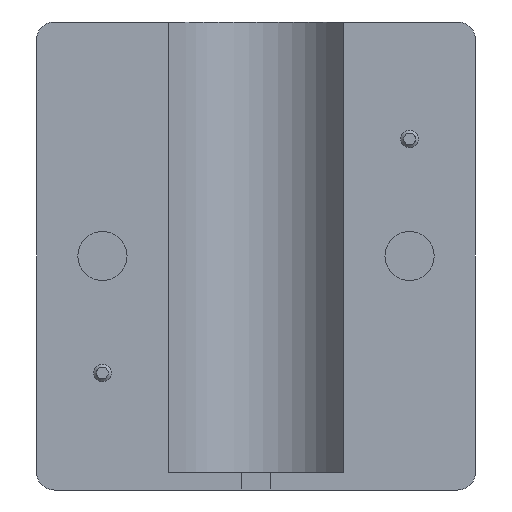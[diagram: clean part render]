
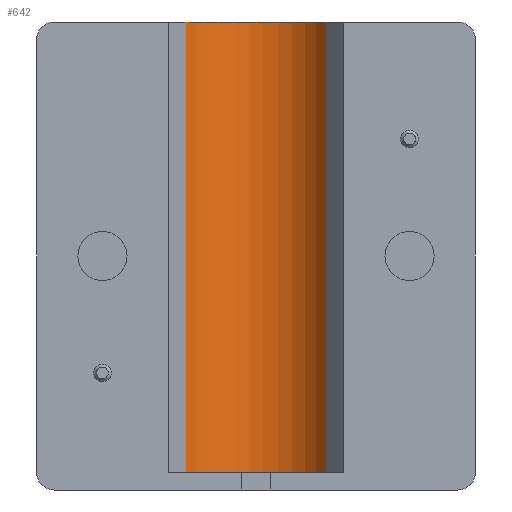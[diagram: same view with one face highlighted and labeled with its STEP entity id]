
A CAD part, front view. The second image highlights one B-rep face of the part: STEP entity #642.
In plain terms, the highlighted cylindrical face has radius 15 mm (diameter 30 mm), a partial arc.
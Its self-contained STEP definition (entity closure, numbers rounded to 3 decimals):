
#73=FACE_OUTER_BOUND('',#111,.T.);
#111=EDGE_LOOP('',(#560,#561,#562,#563));
#171=LINE('',#1102,#231);
#174=LINE('',#1108,#234);
#231=VECTOR('',#911,10.);
#234=VECTOR('',#916,10.);
#266=CIRCLE('',#728,15.);
#267=CIRCLE('',#731,15.);
#322=VERTEX_POINT('',#1093);
#323=VERTEX_POINT('',#1095);
#325=VERTEX_POINT('',#1101);
#327=VERTEX_POINT('',#1107);
#407=EDGE_CURVE('',#323,#322,#266,.T.);
#410=EDGE_CURVE('',#325,#323,#171,.T.);
#413=EDGE_CURVE('',#327,#322,#174,.T.);
#414=EDGE_CURVE('',#325,#327,#267,.T.);
#560=ORIENTED_EDGE('',*,*,#407,.T.);
#561=ORIENTED_EDGE('',*,*,#413,.F.);
#562=ORIENTED_EDGE('',*,*,#414,.F.);
#563=ORIENTED_EDGE('',*,*,#410,.T.);
#610=CYLINDRICAL_SURFACE('',#730,15.);
#642=ADVANCED_FACE('',(#73),#610,.F.);
#728=AXIS2_PLACEMENT_3D('',#1096,#905,#906);
#730=AXIS2_PLACEMENT_3D('',#1106,#914,#915);
#731=AXIS2_PLACEMENT_3D('',#1109,#917,#918);
#905=DIRECTION('center_axis',(0.,0.,-1.));
#906=DIRECTION('ref_axis',(-1.,0.,0.));
#911=DIRECTION('',(0.,0.,-1.));
#914=DIRECTION('center_axis',(0.,0.,-1.));
#915=DIRECTION('ref_axis',(-1.,0.,0.));
#916=DIRECTION('',(0.,0.,-1.));
#917=DIRECTION('center_axis',(0.,0.,-1.));
#918=DIRECTION('ref_axis',(-1.,0.,0.));
#1093=CARTESIAN_POINT('',(49.5,4.,-77.));
#1095=CARTESIAN_POINT('',(25.5,4.,-77.));
#1096=CARTESIAN_POINT('Origin',(37.5,-5.,-77.));
#1101=CARTESIAN_POINT('',(25.5,4.,0.));
#1102=CARTESIAN_POINT('',(25.5,4.,0.));
#1106=CARTESIAN_POINT('Origin',(37.5,-5.,0.));
#1107=CARTESIAN_POINT('',(49.5,4.,0.));
#1108=CARTESIAN_POINT('',(49.5,4.,0.));
#1109=CARTESIAN_POINT('Origin',(37.5,-5.,0.));
